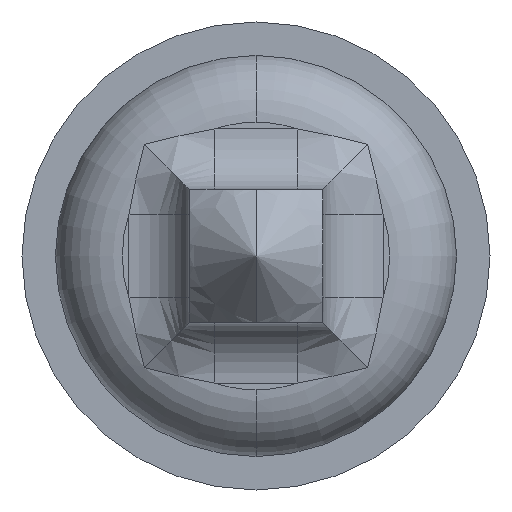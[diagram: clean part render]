
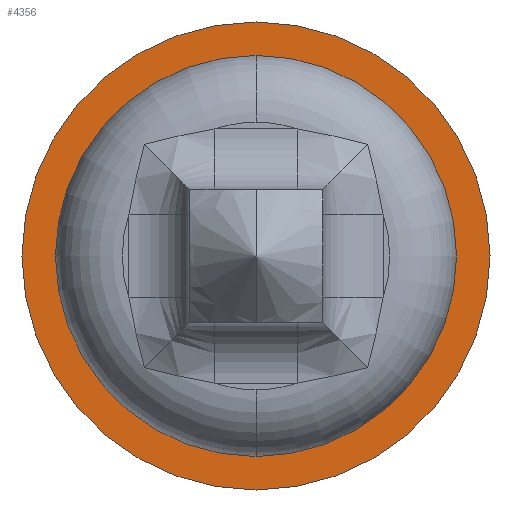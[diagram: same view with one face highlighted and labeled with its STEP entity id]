
A CAD part, front view. The second image highlights one B-rep face of the part: STEP entity #4356.
In plain terms, the highlighted planar face has unit normal (0, -1, 0).
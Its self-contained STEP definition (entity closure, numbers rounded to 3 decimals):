
#9 = VERTEX_POINT ( 'NONE', #5722 ) ;
#69 = PLANE ( 'NONE',  #588 ) ;
#112 = DIRECTION ( 'NONE',  ( 0., 1., 0. ) ) ;
#249 = CARTESIAN_POINT ( 'NONE',  ( 0., -2., -1.75 ) ) ;
#374 = AXIS2_PLACEMENT_3D ( 'NONE', #4046, #5064, #5114 ) ;
#588 = AXIS2_PLACEMENT_3D ( 'NONE', #1024, #112, #1106 ) ;
#631 = ORIENTED_EDGE ( 'NONE', *, *, #1718, .T. ) ;
#758 = VERTEX_POINT ( 'NONE', #4637 ) ;
#1024 = CARTESIAN_POINT ( 'NONE',  ( 1.75, -2., 0. ) ) ;
#1106 = DIRECTION ( 'NONE',  ( 0., 0., 1. ) ) ;
#1606 = FACE_BOUND ( 'NONE', #2740, .T. ) ;
#1619 = CARTESIAN_POINT ( 'NONE',  ( 0., -2., 0. ) ) ;
#1718 = EDGE_CURVE ( 'Defeature ausgef�hrt1_45+Defeature ausgef�hrt1_44+Defeature ausgef�hrt1_44+Defeature ausgef�hrt1_44', #6136, #758, #5762, .T. ) ;
#1845 = CARTESIAN_POINT ( 'NONE',  ( 0., -2., 0. ) ) ;
#1871 = CARTESIAN_POINT ( 'NONE',  ( 0., -2., -1.5 ) ) ;
#2247 = EDGE_CURVE ( 'Defeature ausgef�hrt1_46+Defeature ausgef�hrt1_45+Defeature ausgef�hrt1_45+Defeature ausgef�hrt1_45', #9, #2603, #5168, .T. ) ;
#2289 = CIRCLE ( 'NONE', #3957, 1.75 ) ;
#2296 = ORIENTED_EDGE ( 'NONE', *, *, #5520, .F. ) ;
#2319 = AXIS2_PLACEMENT_3D ( 'NONE', #3921, #4854, #5322 ) ;
#2571 = AXIS2_PLACEMENT_3D ( 'NONE', #1619, #3060, #3044 ) ;
#2603 = VERTEX_POINT ( 'NONE', #249 ) ;
#2740 = EDGE_LOOP ( 'NONE', ( #5227, #631 ) ) ;
#2850 = EDGE_CURVE ( 'Defeature ausgef�hrt1_45+Defeature ausgef�hrt1_44+Defeature ausgef�hrt1_44+Defeature ausgef�hrt1_44', #758, #6136, #5245, .T. ) ;
#3044 = DIRECTION ( 'NONE',  ( 0., 0., 1. ) ) ;
#3060 = DIRECTION ( 'NONE',  ( 0., 1., 0. ) ) ;
#3845 = EDGE_LOOP ( 'NONE', ( #4198, #2296 ) ) ;
#3921 = CARTESIAN_POINT ( 'NONE',  ( 0., -2., 0. ) ) ;
#3957 = AXIS2_PLACEMENT_3D ( 'NONE', #1845, #4316, #5249 ) ;
#4046 = CARTESIAN_POINT ( 'NONE',  ( 0., -2., 0. ) ) ;
#4198 = ORIENTED_EDGE ( 'NONE', *, *, #2247, .F. ) ;
#4316 = DIRECTION ( 'NONE',  ( 0., 1., 0. ) ) ;
#4356 = ADVANCED_FACE ( 'Defeature ausgef�hrt1_45', ( #5680, #1606 ), #69, .F. ) ;
#4637 = CARTESIAN_POINT ( 'NONE',  ( 0., -2., 1.5 ) ) ;
#4854 = DIRECTION ( 'NONE',  ( 0., 1., 0. ) ) ;
#5064 = DIRECTION ( 'NONE',  ( 0., 1., 0. ) ) ;
#5114 = DIRECTION ( 'NONE',  ( 0., 0., 1. ) ) ;
#5168 = CIRCLE ( 'NONE', #2319, 1.75 ) ;
#5227 = ORIENTED_EDGE ( 'NONE', *, *, #2850, .T. ) ;
#5245 = CIRCLE ( 'NONE', #2571, 1.5 ) ;
#5249 = DIRECTION ( 'NONE',  ( 0., 0., 1. ) ) ;
#5322 = DIRECTION ( 'NONE',  ( 0., 0., 1. ) ) ;
#5520 = EDGE_CURVE ( 'Defeature ausgef�hrt1_46+Defeature ausgef�hrt1_45+Defeature ausgef�hrt1_45+Defeature ausgef�hrt1_45', #2603, #9, #2289, .T. ) ;
#5680 = FACE_OUTER_BOUND ( 'NONE', #3845, .T. ) ;
#5722 = CARTESIAN_POINT ( 'NONE',  ( 0., -2., 1.75 ) ) ;
#5762 = CIRCLE ( 'NONE', #374, 1.5 ) ;
#6136 = VERTEX_POINT ( 'NONE', #1871 ) ;
